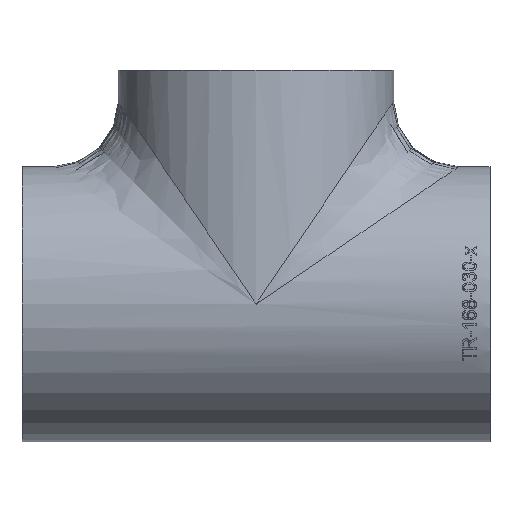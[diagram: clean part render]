
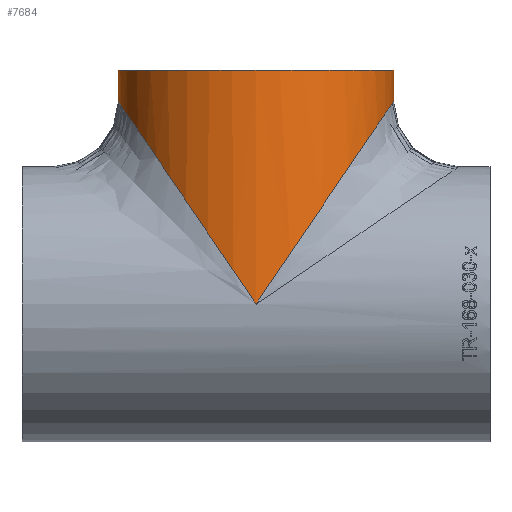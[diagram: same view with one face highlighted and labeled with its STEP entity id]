
A CAD part, top view. The second image highlights one B-rep face of the part: STEP entity #7684.
In plain terms, the highlighted cylindrical face has radius 84.15 mm (diameter 168.3 mm), a full revolution.
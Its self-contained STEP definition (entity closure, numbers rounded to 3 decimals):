
#261 = VERTEX_POINT ( 'NONE', #16650 ) ;
#1541 = CARTESIAN_POINT ( 'NONE',  ( 0., 0., -84.15 ) ) ;
#4862 = CARTESIAN_POINT ( 'NONE',  ( 0., 0., 84.15 ) ) ;
#5120 = DIRECTION ( 'NONE',  ( 0., 0., -1. ) ) ;
#5589 =( BOUNDED_CURVE ( )  B_SPLINE_CURVE ( 3, ( #23586, #13325, #11424, #13415 ),
 .UNSPECIFIED., .F., .F. ) 
 B_SPLINE_CURVE_WITH_KNOTS ( ( 4, 4 ),
 ( 1.571, 4.712 ),
 .UNSPECIFIED. ) 
 CURVE ( )  GEOMETRIC_REPRESENTATION_ITEM ( )  RATIONAL_B_SPLINE_CURVE ( ( 1., 0.333, 0.333, 1. ) ) 
 REPRESENTATION_ITEM ( '' )  );
#6373 = EDGE_CURVE ( 'NONE', #261, #261, #16144, .T. ) ;
#7278 = CYLINDRICAL_SURFACE ( 'NONE', #11058, 84.15 ) ;
#7684 = ADVANCED_FACE ( 'NONE', ( #17987, #12624 ), #7278, .T. ) ;
#8646 = CARTESIAN_POINT ( 'NONE',  ( 0., 143., 0. ) ) ;
#8824 = EDGE_LOOP ( 'NONE', ( #24427, #13662 ) ) ;
#9045 = CARTESIAN_POINT ( 'NONE',  ( 0., 0., 0. ) ) ;
#10115 = VERTEX_POINT ( 'NONE', #4862 ) ;
#10662 = DIRECTION ( 'NONE',  ( 0., 0., -1. ) ) ;
#11058 = AXIS2_PLACEMENT_3D ( 'NONE', #9045, #15191, #5120 ) ;
#11424 = CARTESIAN_POINT ( 'NONE',  ( -168.3, 248.3, 84.15 ) ) ;
#11453 = CARTESIAN_POINT ( 'NONE',  ( 168.3, 248.3, 84.15 ) ) ;
#12386 = AXIS2_PLACEMENT_3D ( 'NONE', #8646, #14430, #10662 ) ;
#12624 = FACE_OUTER_BOUND ( 'NONE', #8824, .T. ) ;
#13325 = CARTESIAN_POINT ( 'NONE',  ( -168.3, 248.3, -84.15 ) ) ;
#13415 = CARTESIAN_POINT ( 'NONE',  ( 0., 0., 84.15 ) ) ;
#13662 = ORIENTED_EDGE ( 'NONE', *, *, #16212, .T. ) ;
#14430 = DIRECTION ( 'NONE',  ( 0., -1., 0. ) ) ;
#14495 =( BOUNDED_CURVE ( )  B_SPLINE_CURVE ( 3, ( #23806, #11453, #23711, #1541 ),
 .UNSPECIFIED., .F., .F. ) 
 B_SPLINE_CURVE_WITH_KNOTS ( ( 4, 4 ),
 ( 1.571, 4.712 ),
 .UNSPECIFIED. ) 
 CURVE ( )  GEOMETRIC_REPRESENTATION_ITEM ( )  RATIONAL_B_SPLINE_CURVE ( ( 1., 0.333, 0.333, 1. ) ) 
 REPRESENTATION_ITEM ( '' )  );
#15191 = DIRECTION ( 'NONE',  ( 0., -1., 0. ) ) ;
#16144 = CIRCLE ( 'NONE', #12386, 84.15 ) ;
#16212 = EDGE_CURVE ( 'NONE', #10115, #24157, #14495, .T. ) ;
#16605 = EDGE_LOOP ( 'NONE', ( #22451 ) ) ;
#16650 = CARTESIAN_POINT ( 'NONE',  ( 0., 143., -84.15 ) ) ;
#17772 = CARTESIAN_POINT ( 'NONE',  ( 0., 0., -84.15 ) ) ;
#17987 = FACE_OUTER_BOUND ( 'NONE', #16605, .T. ) ;
#20596 = EDGE_CURVE ( 'NONE', #24157, #10115, #5589, .T. ) ;
#22451 = ORIENTED_EDGE ( 'NONE', *, *, #6373, .T. ) ;
#23586 = CARTESIAN_POINT ( 'NONE',  ( 0., 0., -84.15 ) ) ;
#23711 = CARTESIAN_POINT ( 'NONE',  ( 168.3, 248.3, -84.15 ) ) ;
#23806 = CARTESIAN_POINT ( 'NONE',  ( 0., 0., 84.15 ) ) ;
#24157 = VERTEX_POINT ( 'NONE', #17772 ) ;
#24427 = ORIENTED_EDGE ( 'NONE', *, *, #20596, .T. ) ;
